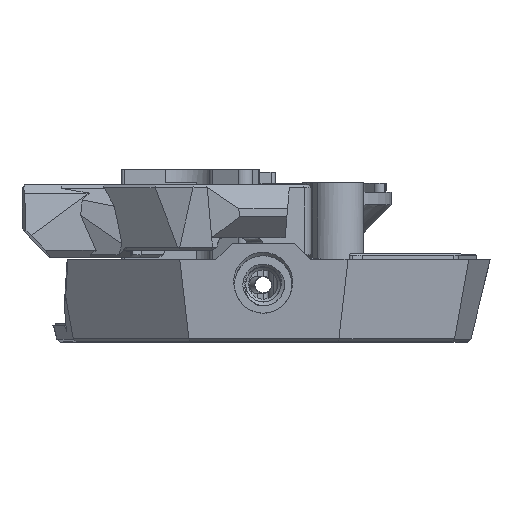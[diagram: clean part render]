
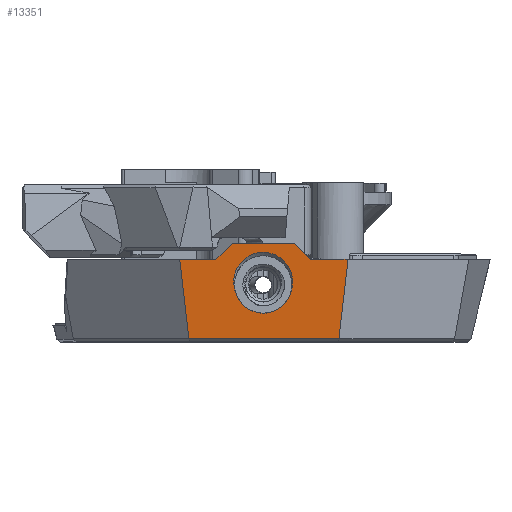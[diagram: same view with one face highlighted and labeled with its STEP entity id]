
A CAD part, top view. The second image highlights one B-rep face of the part: STEP entity #13351.
In plain terms, the highlighted planar face has unit normal (0, -0.087, 0.996).
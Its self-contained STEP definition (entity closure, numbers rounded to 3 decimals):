
#65=FACE_BOUND('',#2703,.T.);
#588=PLANE('',#14559);
#1948=FACE_OUTER_BOUND('',#2702,.T.);
#2702=EDGE_LOOP('',(#12357,#12358,#12359,#12360,#12361,#12362,#12363,#12364));
#2703=EDGE_LOOP('',(#12365,#12366,#12367));
#2752=ELLIPSE('',#13786,4.259,4.226);
#2804=ELLIPSE('',#14560,4.141,4.125);
#2805=ELLIPSE('',#14561,4.141,4.125);
#3298=LINE('',#22581,#4540);
#3336=LINE('',#22664,#4578);
#3934=LINE('',#25985,#5176);
#3941=LINE('',#25996,#5183);
#3969=LINE('',#26065,#5211);
#3985=LINE('',#26142,#5227);
#4041=LINE('',#26393,#5283);
#4042=LINE('',#26394,#5284);
#4540=VECTOR('',#15862,10.);
#4578=VECTOR('',#15924,10.);
#5176=VECTOR('',#17866,10.);
#5183=VECTOR('',#17873,10.);
#5211=VECTOR('',#17933,10.);
#5227=VECTOR('',#17969,10.);
#5283=VECTOR('',#18157,10.);
#5284=VECTOR('',#18158,10.);
#5832=VERTEX_POINT('',#22578);
#5833=VERTEX_POINT('',#22580);
#5835=VERTEX_POINT('',#22588);
#5836=VERTEX_POINT('',#22589);
#5864=VERTEX_POINT('',#22660);
#5866=VERTEX_POINT('',#22663);
#6468=VERTEX_POINT('',#25982);
#6469=VERTEX_POINT('',#25984);
#6490=VERTEX_POINT('',#26062);
#6522=VERTEX_POINT('',#26392);
#6523=VERTEX_POINT('',#26395);
#7331=EDGE_CURVE('',#5833,#5832,#3298,.T.);
#7335=EDGE_CURVE('',#5835,#5836,#2752,.T.);
#7371=EDGE_CURVE('',#5866,#5864,#3336,.T.);
#8348=EDGE_CURVE('',#6469,#6468,#3934,.T.);
#8355=EDGE_CURVE('',#5832,#5866,#3941,.T.);
#8386=EDGE_CURVE('',#6490,#6469,#3969,.T.);
#8403=EDGE_CURVE('',#6490,#5864,#3985,.T.);
#8481=EDGE_CURVE('',#6468,#6522,#4041,.T.);
#8482=EDGE_CURVE('',#6522,#5833,#4042,.T.);
#8483=EDGE_CURVE('',#5836,#6523,#2804,.T.);
#8484=EDGE_CURVE('',#6523,#5835,#2805,.T.);
#12357=ORIENTED_EDGE('',*,*,#8481,.T.);
#12358=ORIENTED_EDGE('',*,*,#8482,.T.);
#12359=ORIENTED_EDGE('',*,*,#7331,.T.);
#12360=ORIENTED_EDGE('',*,*,#8355,.T.);
#12361=ORIENTED_EDGE('',*,*,#7371,.T.);
#12362=ORIENTED_EDGE('',*,*,#8403,.F.);
#12363=ORIENTED_EDGE('',*,*,#8386,.T.);
#12364=ORIENTED_EDGE('',*,*,#8348,.T.);
#12365=ORIENTED_EDGE('',*,*,#7335,.T.);
#12366=ORIENTED_EDGE('',*,*,#8483,.T.);
#12367=ORIENTED_EDGE('',*,*,#8484,.T.);
#13351=ADVANCED_FACE('',(#1948,#65),#588,.T.);
#13786=AXIS2_PLACEMENT_3D('',#22590,#15870,#15871);
#14559=AXIS2_PLACEMENT_3D('',#26391,#18155,#18156);
#14560=AXIS2_PLACEMENT_3D('',#26396,#18159,#18160);
#14561=AXIS2_PLACEMENT_3D('',#26397,#18161,#18162);
#15862=DIRECTION('',(-0.702,-0.71,-0.062));
#15870=DIRECTION('center_axis',(0.,0.087,
-0.996));
#15871=DIRECTION('ref_axis',(0.,0.996,0.087));
#15924=DIRECTION('',(0.114,-0.99,-0.087));
#17866=DIRECTION('',(-1.,0.,0.));
#17873=DIRECTION('',(-1.,0.,0.));
#17933=DIRECTION('',(0.114,0.99,0.087));
#17969=DIRECTION('',(-1.,0.,0.));
#18155=DIRECTION('center_axis',(0.,-0.087,
0.996));
#18156=DIRECTION('ref_axis',(1.,0.,0.));
#18157=DIRECTION('',(-0.702,0.71,0.062));
#18158=DIRECTION('',(-1.,0.,0.));
#18159=DIRECTION('center_axis',(0.,0.087,
-0.996));
#18160=DIRECTION('ref_axis',(0.,0.996,0.087));
#18161=DIRECTION('center_axis',(0.,0.087,
-0.996));
#18162=DIRECTION('ref_axis',(0.,0.996,0.087));
#22578=CARTESIAN_POINT('',(-99.877,134.5,190.991));
#22580=CARTESIAN_POINT('',(-97.572,136.83,191.195));
#22581=CARTESIAN_POINT('',(-98.649,135.74,191.099));
#22588=CARTESIAN_POINT('',(-97.108,129.925,190.591));
#22589=CARTESIAN_POINT('',(-89.092,129.925,190.591));
#22590=CARTESIAN_POINT('Origin',(-93.1,131.271,190.708));
#22660=CARTESIAN_POINT('',(-103.764,123.098,189.993));
#22663=CARTESIAN_POINT('',(-105.08,134.5,190.991));
#22664=CARTESIAN_POINT('',(-104.544,129.854,190.584));
#25982=CARTESIAN_POINT('',(-86.324,134.5,190.991));
#25984=CARTESIAN_POINT('',(-80.92,134.5,190.991));
#25985=CARTESIAN_POINT('',(-92.671,134.5,190.991));
#25996=CARTESIAN_POINT('',(-92.671,134.5,190.991));
#26062=CARTESIAN_POINT('',(-82.235,123.098,189.993));
#26065=CARTESIAN_POINT('',(-80.969,134.074,190.954));
#26142=CARTESIAN_POINT('',(-93.077,123.098,189.993));
#26391=CARTESIAN_POINT('Origin',(-93.268,131.203,190.702));
#26392=CARTESIAN_POINT('',(-88.629,136.83,191.195));
#26393=CARTESIAN_POINT('',(-88.184,136.381,191.156));
#26394=CARTESIAN_POINT('',(-94.787,136.83,191.195));
#26395=CARTESIAN_POINT('',(-93.1,126.775,190.315));
#26396=CARTESIAN_POINT('Origin',(-93.1,130.9,190.676));
#26397=CARTESIAN_POINT('Origin',(-93.1,130.9,190.676));
